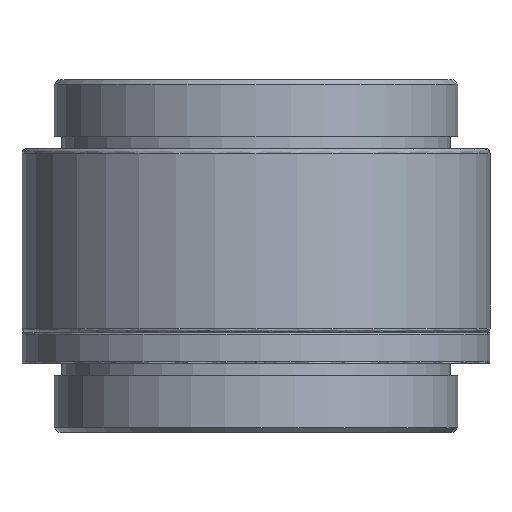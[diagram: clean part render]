
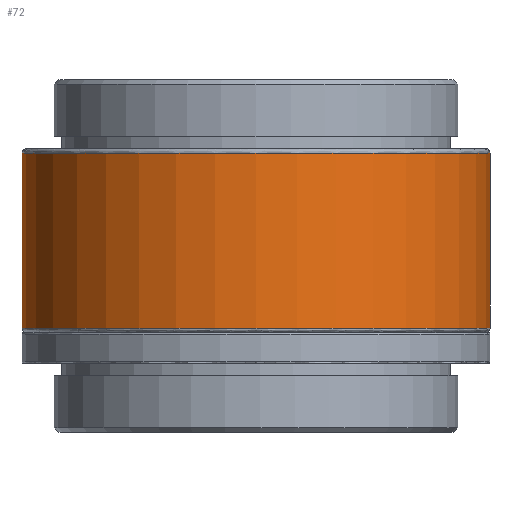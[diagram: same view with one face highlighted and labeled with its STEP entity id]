
A CAD part, front view. The second image highlights one B-rep face of the part: STEP entity #72.
In plain terms, the highlighted cylindrical face has radius 15.25 mm (diameter 30.5 mm), a full revolution.
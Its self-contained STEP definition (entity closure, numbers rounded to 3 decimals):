
#72 = ADVANCED_FACE ( 'NONE', ( #1541, #672 ), #2039, .T. ) ;
#93 = DIRECTION ( 'NONE',  ( 0., 0., 1. ) ) ;
#180 = DIRECTION ( 'NONE',  ( 0., 0., 1. ) ) ;
#214 = CARTESIAN_POINT ( 'NONE',  ( 0., 0., -11.7 ) ) ;
#361 = AXIS2_PLACEMENT_3D ( 'NONE', #1052, #180, #837 ) ;
#516 = CARTESIAN_POINT ( 'NONE',  ( 0., 0., -0.3 ) ) ;
#527 = DIRECTION ( 'NONE',  ( 0., 0., -1. ) ) ;
#672 = FACE_OUTER_BOUND ( 'NONE', #710, .T. ) ;
#710 = EDGE_LOOP ( 'NONE', ( #1219 ) ) ;
#741 = DIRECTION ( 'NONE',  ( 1., 0., 0. ) ) ;
#769 = EDGE_CURVE ( 'NONE', #1842, #1842, #1739, .T. ) ;
#837 = DIRECTION ( 'NONE',  ( 1., 0., 0. ) ) ;
#860 = VERTEX_POINT ( 'NONE', #1039 ) ;
#865 = DIRECTION ( 'NONE',  ( 1., 0., 0. ) ) ;
#975 = AXIS2_PLACEMENT_3D ( 'NONE', #516, #527, #865 ) ;
#1023 = EDGE_CURVE ( 'NONE', #860, #860, #1186, .T. ) ;
#1039 = CARTESIAN_POINT ( 'NONE',  ( 15.25, 0., -11.7 ) ) ;
#1052 = CARTESIAN_POINT ( 'NONE',  ( 0., 0., -12. ) ) ;
#1186 = CIRCLE ( 'NONE', #1462, 15.25 ) ;
#1194 = CARTESIAN_POINT ( 'NONE',  ( 15.25, 0., -0.3 ) ) ;
#1219 = ORIENTED_EDGE ( 'NONE', *, *, #1023, .T. ) ;
#1462 = AXIS2_PLACEMENT_3D ( 'NONE', #214, #93, #741 ) ;
#1541 = FACE_OUTER_BOUND ( 'NONE', #2010, .T. ) ;
#1739 = CIRCLE ( 'NONE', #975, 15.25 ) ;
#1842 = VERTEX_POINT ( 'NONE', #1194 ) ;
#2010 = EDGE_LOOP ( 'NONE', ( #2088 ) ) ;
#2039 = CYLINDRICAL_SURFACE ( 'NONE', #361, 15.25 ) ;
#2088 = ORIENTED_EDGE ( 'NONE', *, *, #769, .T. ) ;
